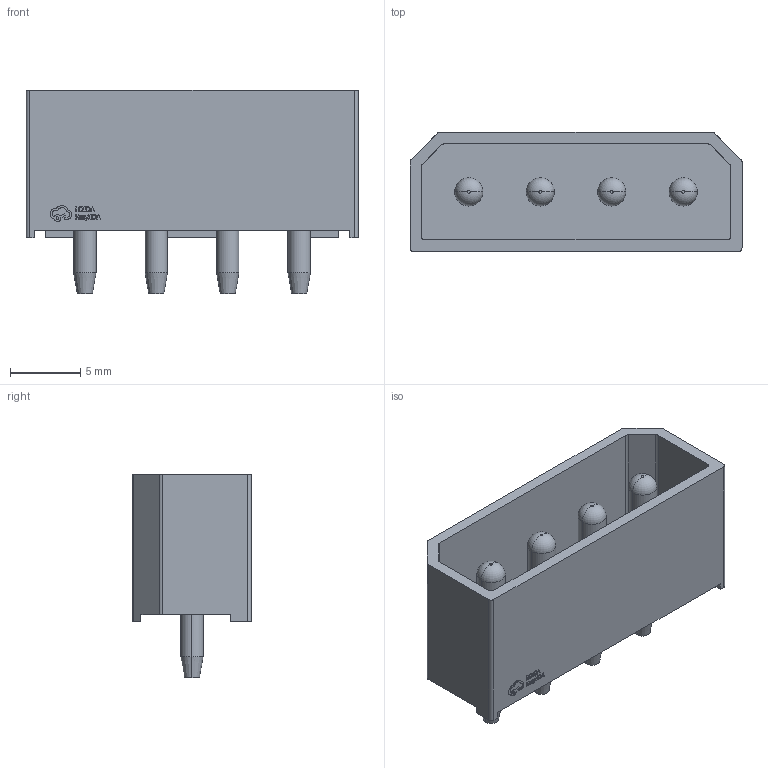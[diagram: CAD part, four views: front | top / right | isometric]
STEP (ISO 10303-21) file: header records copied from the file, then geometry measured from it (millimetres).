
FILE_DESCRIPTION (( 'STEP AP214' ), '1' );
FILE_NAME ('HDR-TH_4P-P5.08-V-M-R1-C4-S5.08.STEP', '2022-06-17T15:44:47', ( '' ), ( '' ), 'SwSTEP 2.0', 'SolidWorks 2020', '' );
FILE_SCHEMA (( 'AUTOMOTIVE_DESIGN' ));
Length unit declared in the file: millimetre
Products named in the file (1): HDR-TH_4P-P5.08-V-M-R1-C4-S5.08
Bounding box: 23.6 x 8.46 x 14.5 mm (x, y, z)
Volume: 752.9 mm3; surface area: 1795.7 mm2
Topology: 1 solids, 1 shells, 307 faces, 815 edges, 538 vertices
Faces by surface type: plane 165, bspline 98, cylinder 28, cone 8, torus 8
Entity records: 13382 total; most frequent: CARTESIAN_POINT 2967, ORIENTED_EDGE 1630, DIRECTION 1115, EDGE_CURVE 815, VERTEX_POINT 538, VECTOR 535, LINE 535, EDGE_LOOP 335
